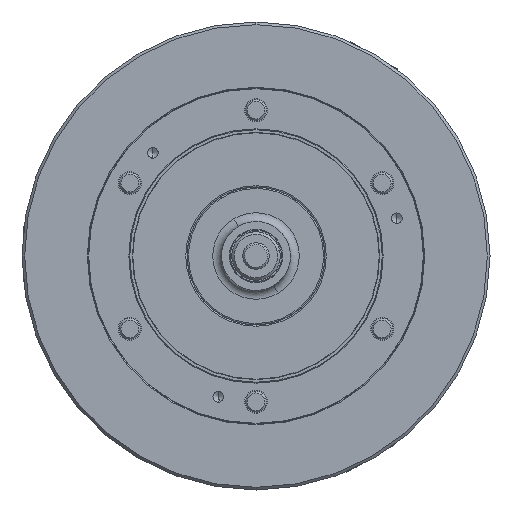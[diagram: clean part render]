
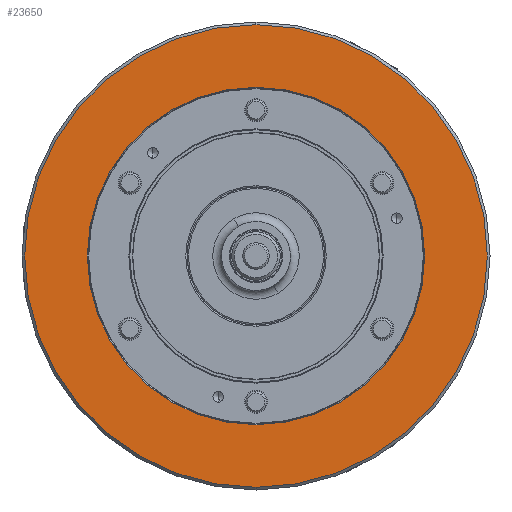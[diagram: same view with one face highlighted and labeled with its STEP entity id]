
A CAD part, left-side view. The second image highlights one B-rep face of the part: STEP entity #23650.
In plain terms, the highlighted planar face has unit normal (-1, 0, 0).
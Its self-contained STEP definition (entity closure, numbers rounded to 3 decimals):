
#1745 = DIRECTION ( 'NONE',  ( 0., 0., 1. ) ) ;
#1834 = CARTESIAN_POINT ( 'NONE',  ( -125., 0., 0. ) ) ;
#4496 = CARTESIAN_POINT ( 'NONE',  ( -125., 0., -262. ) ) ;
#4519 = DIRECTION ( 'NONE',  ( 1., 0., 0. ) ) ;
#4941 = DIRECTION ( 'NONE',  ( 0., 0., 1. ) ) ;
#5554 = FACE_BOUND ( 'NONE', #13990, .T. ) ;
#7540 = CARTESIAN_POINT ( 'NONE',  ( -125., 0., 0. ) ) ;
#7862 = ORIENTED_EDGE ( 'NONE', *, *, #38247, .T. ) ;
#7966 = CARTESIAN_POINT ( 'NONE',  ( -125., 0., -191. ) ) ;
#8754 = AXIS2_PLACEMENT_3D ( 'NONE', #7540, #29272, #10640 ) ;
#10640 = DIRECTION ( 'NONE',  ( 0., 0., 1. ) ) ;
#13990 = EDGE_LOOP ( 'NONE', ( #22444, #7862 ) ) ;
#14190 = CARTESIAN_POINT ( 'NONE',  ( -125., 0., 191. ) ) ;
#14963 = AXIS2_PLACEMENT_3D ( 'NONE', #23112, #4519, #26260 ) ;
#16082 = DIRECTION ( 'NONE',  ( 0., 0., 1. ) ) ;
#17458 = AXIS2_PLACEMENT_3D ( 'NONE', #19082, #34714, #16082 ) ;
#19082 = CARTESIAN_POINT ( 'NONE',  ( -125., 265., 0. ) ) ;
#19289 = CIRCLE ( 'NONE', #8754, 262. ) ;
#20271 = CARTESIAN_POINT ( 'NONE',  ( -125., 0., 262. ) ) ;
#20304 = DIRECTION ( 'NONE',  ( -1., 0., 0. ) ) ;
#21040 = VERTEX_POINT ( 'NONE', #14190 ) ;
#21425 = ORIENTED_EDGE ( 'NONE', *, *, #29989, .T. ) ;
#22444 = ORIENTED_EDGE ( 'NONE', *, *, #30107, .T. ) ;
#23112 = CARTESIAN_POINT ( 'NONE',  ( -125., 0., 0. ) ) ;
#23545 = DIRECTION ( 'NONE',  ( 1., 0., 0. ) ) ;
#23650 = ADVANCED_FACE ( 'NONE', ( #5554, #30354 ), #31612, .T. ) ;
#24348 = ORIENTED_EDGE ( 'NONE', *, *, #33371, .T. ) ;
#25749 = AXIS2_PLACEMENT_3D ( 'NONE', #38931, #20304, #1745 ) ;
#26171 = EDGE_LOOP ( 'NONE', ( #24348, #21425 ) ) ;
#26260 = DIRECTION ( 'NONE',  ( 0., 0., 1. ) ) ;
#27606 = VERTEX_POINT ( 'NONE', #7966 ) ;
#29272 = DIRECTION ( 'NONE',  ( -1., 0., 0. ) ) ;
#29577 = AXIS2_PLACEMENT_3D ( 'NONE', #1834, #23545, #4941 ) ;
#29989 = EDGE_CURVE ( 'NONE', #39452, #34449, #19289, .T. ) ;
#30030 = CIRCLE ( 'NONE', #29577, 191. ) ;
#30107 = EDGE_CURVE ( 'NONE', #21040, #27606, #30030, .T. ) ;
#30354 = FACE_OUTER_BOUND ( 'NONE', #26171, .T. ) ;
#31612 = PLANE ( 'NONE',  #17458 ) ;
#31756 = CIRCLE ( 'NONE', #14963, 191. ) ;
#33371 = EDGE_CURVE ( 'NONE', #34449, #39452, #35963, .T. ) ;
#34449 = VERTEX_POINT ( 'NONE', #4496 ) ;
#34714 = DIRECTION ( 'NONE',  ( -1., 0., 0. ) ) ;
#35963 = CIRCLE ( 'NONE', #25749, 262. ) ;
#38247 = EDGE_CURVE ( 'NONE', #27606, #21040, #31756, .T. ) ;
#38931 = CARTESIAN_POINT ( 'NONE',  ( -125., 0., 0. ) ) ;
#39452 = VERTEX_POINT ( 'NONE', #20271 ) ;
